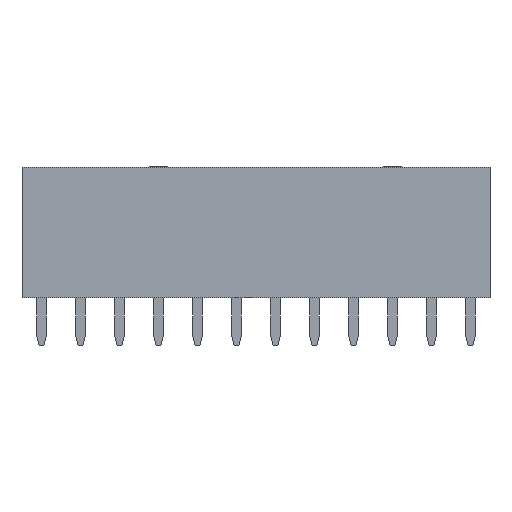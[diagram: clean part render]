
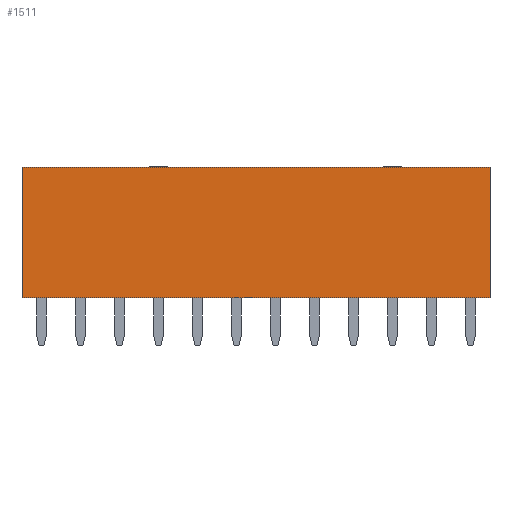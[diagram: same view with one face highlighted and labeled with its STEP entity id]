
A CAD part, left-side view. The second image highlights one B-rep face of the part: STEP entity #1511.
In plain terms, the highlighted planar face has unit normal (-1, 0, 0).
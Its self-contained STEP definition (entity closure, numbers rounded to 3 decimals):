
#88 = VERTEX_POINT('',#89);
#89 = CARTESIAN_POINT('',(-1.27,-29.21,0.));
#97 = EDGE_CURVE('',#88,#98,#100,.T.);
#98 = VERTEX_POINT('',#99);
#99 = CARTESIAN_POINT('',(-1.27,-29.21,8.5));
#100 = LINE('',#101,#102);
#101 = CARTESIAN_POINT('',(-1.27,-29.21,0.));
#102 = VECTOR('',#103,1.);
#103 = DIRECTION('',(0.,0.,1.));
#160 = VERTEX_POINT('',#161);
#161 = CARTESIAN_POINT('',(-1.27,1.27,8.5));
#167 = EDGE_CURVE('',#168,#160,#170,.T.);
#168 = VERTEX_POINT('',#169);
#169 = CARTESIAN_POINT('',(-1.27,1.27,0.));
#170 = LINE('',#171,#172);
#171 = CARTESIAN_POINT('',(-1.27,1.27,0.));
#172 = VECTOR('',#173,1.);
#173 = DIRECTION('',(0.,0.,1.));
#232 = EDGE_CURVE('',#160,#98,#233,.T.);
#233 = LINE('',#234,#235);
#234 = CARTESIAN_POINT('',(-1.27,1.27,8.5));
#235 = VECTOR('',#236,1.);
#236 = DIRECTION('',(0.,-1.,0.));
#663 = EDGE_CURVE('',#168,#88,#664,.T.);
#664 = LINE('',#665,#666);
#665 = CARTESIAN_POINT('',(-1.27,1.27,0.));
#666 = VECTOR('',#667,1.);
#667 = DIRECTION('',(0.,-1.,0.));
#1511 = ADVANCED_FACE('',(#1512),#1518,.F.);
#1512 = FACE_BOUND('',#1513,.F.);
#1513 = EDGE_LOOP('',(#1514,#1515,#1516,#1517));
#1514 = ORIENTED_EDGE('',*,*,#167,.T.);
#1515 = ORIENTED_EDGE('',*,*,#232,.T.);
#1516 = ORIENTED_EDGE('',*,*,#97,.F.);
#1517 = ORIENTED_EDGE('',*,*,#663,.F.);
#1518 = PLANE('',#1519);
#1519 = AXIS2_PLACEMENT_3D('',#1520,#1521,#1522);
#1520 = CARTESIAN_POINT('',(-1.27,1.27,0.));
#1521 = DIRECTION('',(1.,0.,0.));
#1522 = DIRECTION('',(0.,-1.,0.));
